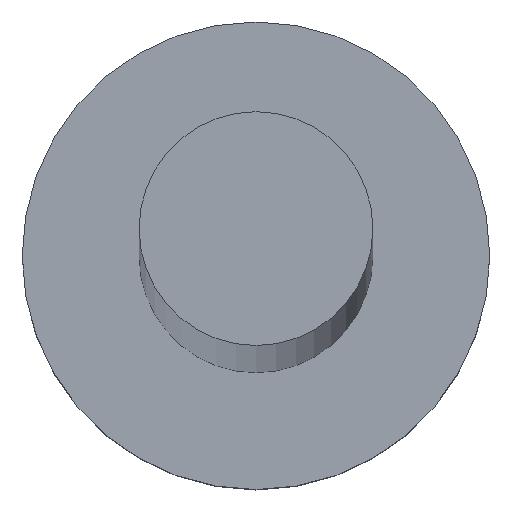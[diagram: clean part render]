
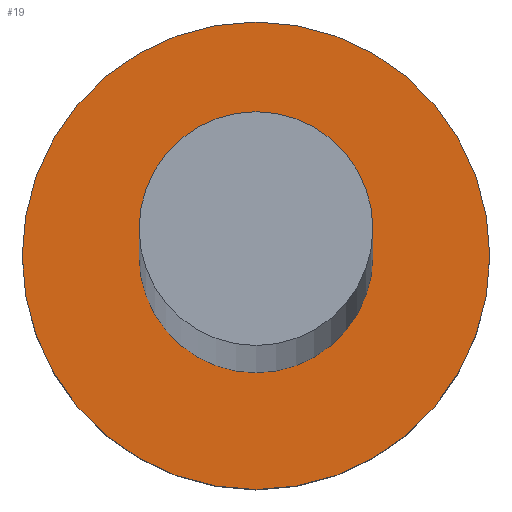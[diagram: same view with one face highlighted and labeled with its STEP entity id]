
A CAD part, top view. The second image highlights one B-rep face of the part: STEP entity #19.
In plain terms, the highlighted planar face has unit normal (0, 0, 1).
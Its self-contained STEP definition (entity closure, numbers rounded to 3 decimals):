
#1 = CIRCLE ( 'NONE', #208, 3. ) ;
#2 = FACE_BOUND ( 'NONE', #254, .T. ) ;
#9 = CARTESIAN_POINT ( 'NONE',  ( 0., 0., 3. ) ) ;
#11 = CARTESIAN_POINT ( 'NONE',  ( 3., 0., 3. ) ) ;
#17 = DIRECTION ( 'NONE',  ( 0., 0., 1. ) ) ;
#19 = ADVANCED_FACE ( 'NONE', ( #2, #154 ), #138, .T. ) ;
#36 = AXIS2_PLACEMENT_3D ( 'NONE', #54, #74, #111 ) ;
#39 = ORIENTED_EDGE ( 'NONE', *, *, #207, .F. ) ;
#40 = CARTESIAN_POINT ( 'NONE',  ( 0., 0., 3. ) ) ;
#54 = CARTESIAN_POINT ( 'NONE',  ( 0., 0., 3. ) ) ;
#55 = VERTEX_POINT ( 'NONE', #171 ) ;
#64 = CIRCLE ( 'NONE', #177, 3. ) ;
#72 = EDGE_CURVE ( 'NONE', #162, #145, #1, .T. ) ;
#74 = DIRECTION ( 'NONE',  ( 0., 0., 1. ) ) ;
#76 = DIRECTION ( 'NONE',  ( 0., 0., 1. ) ) ;
#78 = DIRECTION ( 'NONE',  ( 1., 0., 0. ) ) ;
#90 = DIRECTION ( 'NONE',  ( 0., 0., 1. ) ) ;
#107 = AXIS2_PLACEMENT_3D ( 'NONE', #40, #76, #78 ) ;
#111 = DIRECTION ( 'NONE',  ( 1., 0., 0. ) ) ;
#117 = CARTESIAN_POINT ( 'NONE',  ( 0., 0., 3. ) ) ;
#118 = CARTESIAN_POINT ( 'NONE',  ( 0., 0., 3. ) ) ;
#119 = EDGE_CURVE ( 'NONE', #145, #162, #64, .T. ) ;
#134 = ORIENTED_EDGE ( 'NONE', *, *, #119, .T. ) ;
#136 = DIRECTION ( 'NONE',  ( 1., 0., 0. ) ) ;
#138 = PLANE ( 'NONE',  #107 ) ;
#144 = CARTESIAN_POINT ( 'NONE',  ( -1.5, 0., 3. ) ) ;
#145 = VERTEX_POINT ( 'NONE', #11 ) ;
#154 = FACE_OUTER_BOUND ( 'NONE', #165, .T. ) ;
#162 = VERTEX_POINT ( 'NONE', #206 ) ;
#163 = DIRECTION ( 'NONE',  ( 1., 0., 0. ) ) ;
#165 = EDGE_LOOP ( 'NONE', ( #230, #134 ) ) ;
#171 = CARTESIAN_POINT ( 'NONE',  ( 1.5, 0., 3. ) ) ;
#172 = ORIENTED_EDGE ( 'NONE', *, *, #213, .F. ) ;
#173 = CIRCLE ( 'NONE', #36, 1.5 ) ;
#174 = DIRECTION ( 'NONE',  ( 1., 0., 0. ) ) ;
#177 = AXIS2_PLACEMENT_3D ( 'NONE', #118, #196, #174 ) ;
#182 = AXIS2_PLACEMENT_3D ( 'NONE', #9, #90, #163 ) ;
#196 = DIRECTION ( 'NONE',  ( 0., 0., 1. ) ) ;
#206 = CARTESIAN_POINT ( 'NONE',  ( -3., 0., 3. ) ) ;
#207 = EDGE_CURVE ( 'NONE', #55, #251, #173, .T. ) ;
#208 = AXIS2_PLACEMENT_3D ( 'NONE', #117, #17, #136 ) ;
#213 = EDGE_CURVE ( 'NONE', #251, #55, #237, .T. ) ;
#230 = ORIENTED_EDGE ( 'NONE', *, *, #72, .T. ) ;
#237 = CIRCLE ( 'NONE', #182, 1.5 ) ;
#251 = VERTEX_POINT ( 'NONE', #144 ) ;
#254 = EDGE_LOOP ( 'NONE', ( #172, #39 ) ) ;
